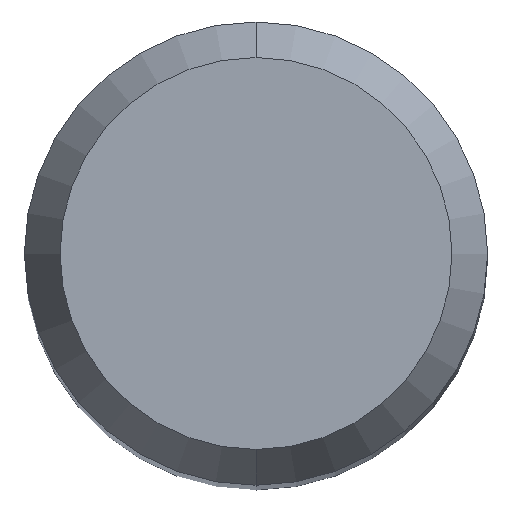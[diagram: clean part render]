
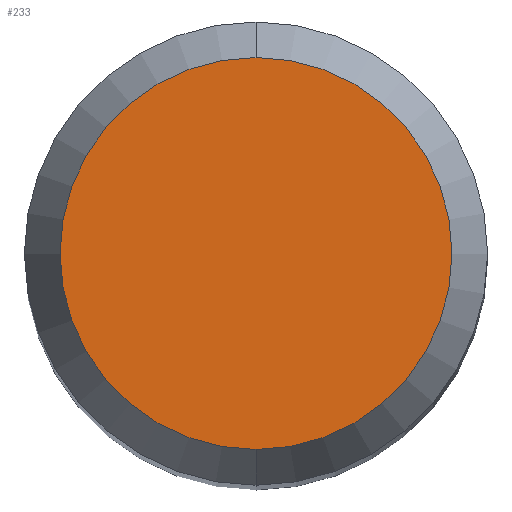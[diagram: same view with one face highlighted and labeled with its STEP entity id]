
A CAD part, top view. The second image highlights one B-rep face of the part: STEP entity #233.
In plain terms, the highlighted planar face has unit normal (0, 0, 1).
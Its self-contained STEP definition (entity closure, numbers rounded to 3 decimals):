
#225=VERTEX_POINT('',#590);
#233=ADVANCED_FACE('',(#599),#600,.T.);
#319=VERTEX_POINT('',#690);
#395=EDGE_CURVE('',#225,#319,#774,.T.);
#503=EDGE_CURVE('',#319,#225,#894,.T.);
#590=CARTESIAN_POINT('',(0.0,2.538,0.0));
#599=FACE_OUTER_BOUND('',#995,.T.);
#600=PLANE('',#996);
#690=CARTESIAN_POINT('',(0.,-2.538,0.0));
#774=CIRCLE('',#1346,2.538);
#894=CIRCLE('',#1589,2.538);
#995=EDGE_LOOP('',(#1711,#1712));
#996=AXIS2_PLACEMENT_3D('',#1713,#1714,#1715);
#1346=AXIS2_PLACEMENT_3D('',#1864,#1865,#1866);
#1589=AXIS2_PLACEMENT_3D('',#2029,#2030,#2031);
#1711=ORIENTED_EDGE('',*,*,#395,.F.);
#1712=ORIENTED_EDGE('',*,*,#503,.F.);
#1713=CARTESIAN_POINT('',(0.0,1.269,0.0));
#1714=DIRECTION('',(-0.0,0.0,1.0));
#1715=DIRECTION('',(0.0,-1.0,0.0));
#1864=CARTESIAN_POINT('',(0.0,0.0,0.0));
#1865=DIRECTION('',(0.0,0.0,-1.0));
#1866=DIRECTION('',(0.0,1.0,0.0));
#2029=CARTESIAN_POINT('',(0.0,0.0,0.0));
#2030=DIRECTION('',(0.0,0.0,-1.0));
#2031=DIRECTION('',(0.0,1.0,0.0));
